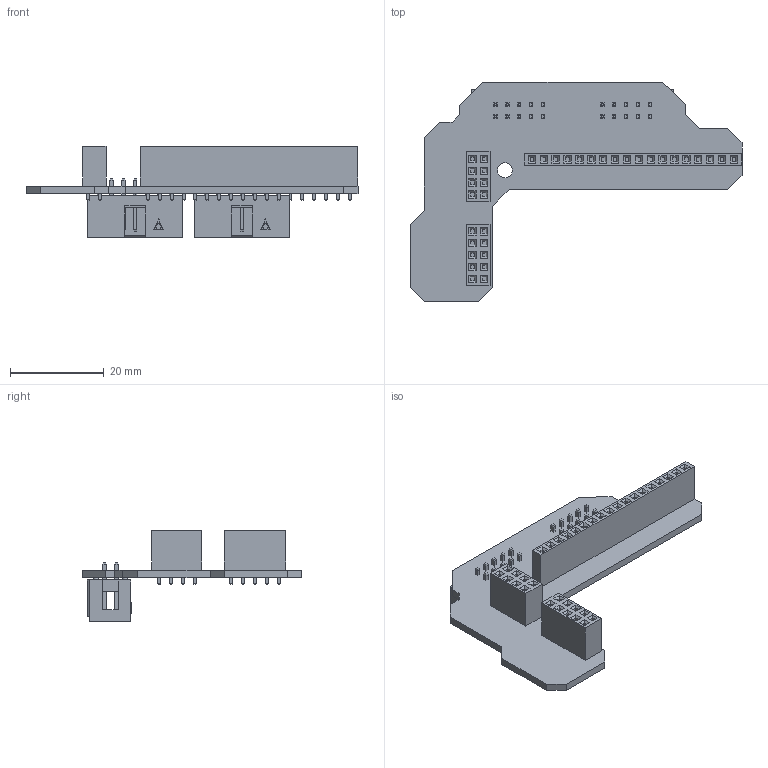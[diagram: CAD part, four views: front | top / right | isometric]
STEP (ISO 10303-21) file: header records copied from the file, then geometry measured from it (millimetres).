
FILE_DESCRIPTION (( 'STEP AP214' ), '1' );
FILE_NAME ('LCD_Connector.STEP', '2014-06-13T19:04:47', ( 'Administrator' ), ( 'Administrator' ), 'SwSTEP 2.0', 'SolidWorks 2014', '' );
FILE_SCHEMA (( 'AUTOMOTIVE_DESIGN' ));
Length unit declared in the file: millimetre
Products named in the file (6): SIL_18; SIL_5x2_F; SIL_4x2_F; PCB_LCD; LCD_Connector; User Library-IDC-10MS
Assembly tree (6 placements, depth 2):
  LCD_Connector
    PCB_LCD
    SIL_4x2_F
    SIL_5x2_F
    SIL_18
    User Library-IDC-10MS  x2
Bounding box: 71 x 47 x 19.5 mm (x, y, z)
Volume: 6305.8 mm3; surface area: 9621.6 mm2
Topology: 26 solids, 26 shells, 1284 faces, 2860 edges, 1740 vertices
Faces by surface type: plane 1182, cylinder 42, bspline 36, torus 24
Entity records: 38206 total; most frequent: CARTESIAN_POINT 5613, ORIENTED_EDGE 4408, DIRECTION 4194, EDGE_CURVE 2204, LINE 2100, VECTOR 2100, VERTEX_POINT 1338, EDGE_LOOP 1086
